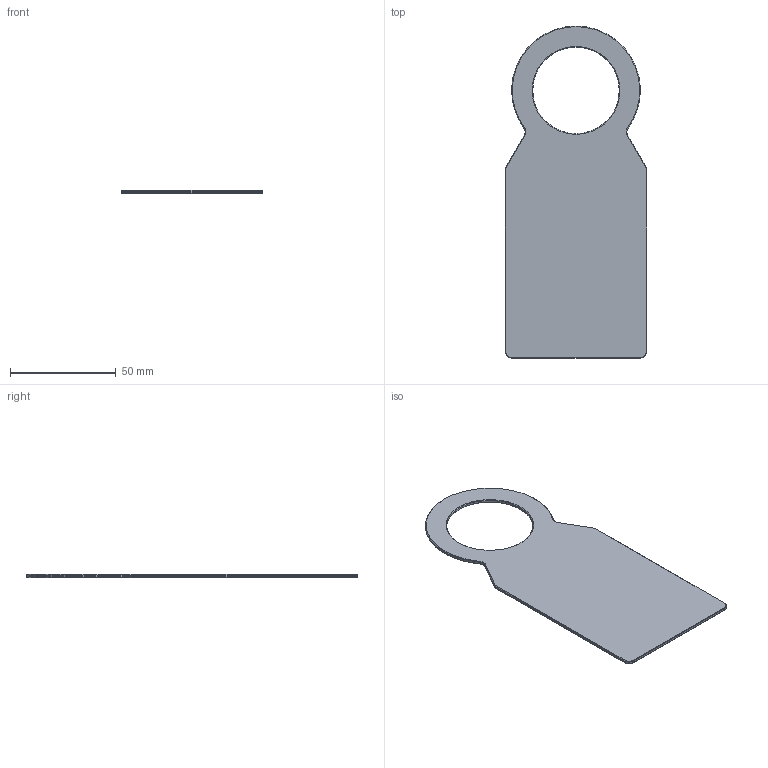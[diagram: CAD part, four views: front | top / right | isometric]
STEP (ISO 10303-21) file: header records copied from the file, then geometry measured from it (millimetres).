
FILE_DESCRIPTION(('FreeCAD Model'),'2;1');
FILE_NAME('Open CASCADE Shape Model','2023-06-18T23:03:38',(''),(''), 'Open CASCADE STEP processor 7.6','FreeCAD','Unknown');
FILE_SCHEMA(('AUTOMOTIVE_DESIGN { 1 0 10303 214 1 1 1 1 }'));
Length unit declared in the file: millimetre
Products named in the file (1): Body
Bounding box: 67 x 157.26 x 1.5 mm (x, y, z)
Volume: 12333.8 mm3; surface area: 17143 mm2
Topology: 1 solids, 1 shells, 41 faces, 91 edges, 52 vertices
Faces by surface type: plane 17, cone 16, cylinder 8
Full cylindrical faces by diameter (mm): 41 x1
Entity records: 2330 total; most frequent: CARTESIAN_POINT 391, DIRECTION 385, LINE 225, VECTOR 225, ORIENTED_EDGE 182, PCURVE 182, DEFINITIONAL_REPRESENTATION 182, EDGE_CURVE 91
